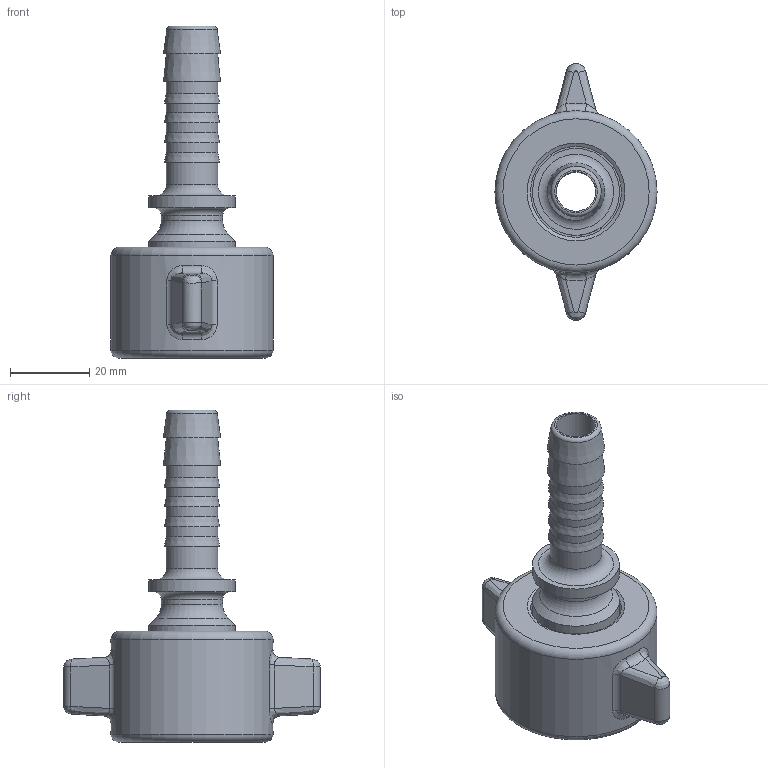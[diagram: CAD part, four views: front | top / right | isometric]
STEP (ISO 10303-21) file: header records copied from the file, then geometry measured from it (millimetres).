
FILE_DESCRIPTION(/* description */ (''),/* implementation_level */ '2;1');
FILE_NAME(/* name */ '32_13_s.stp',/* time_stamp */ '2020-04-09T12:41:37+02:00',/* author */ ('schnellinger'),/* organization */ (''),/* preprocessor_version */ 'ST-DEVELOPER v17',/* originating_system */ 'Autodesk Inventor 2018',/* authorisation */ '0 mm^3');
FILE_SCHEMA (('AUTOMOTIVE_DESIGN { 1 0 10303 214 3 1 1 }'));
Length unit declared in the file: millimetre
Products named in the file (1): LUE_00025725
Bounding box: 41 x 64.99 x 84 mm (x, y, z)
Volume: 33304 mm3; surface area: 17341.9 mm2
Topology: 3 solids, 3 shells, 96 faces, 250 edges, 173 vertices
Faces by surface type: plane 21, cylinder 20, bspline 20, cone 18, torus 17
Full cylindrical faces by diameter (mm): 10 x1, 13 x5, 15.5 x1, 22 x2, 23 x1, 28 x1, 29.278 x1, 34 x1, 41 x1
Entity records: 3798 total; most frequent: CARTESIAN_POINT 1216, DIRECTION 534, ORIENTED_EDGE 500, EDGE_CURVE 250, AXIS2_PLACEMENT_3D 247, VERTEX_POINT 173, CIRCLE 170, EDGE_LOOP 115
